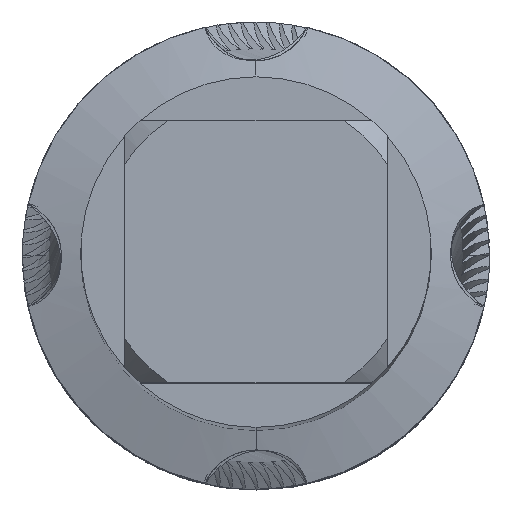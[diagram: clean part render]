
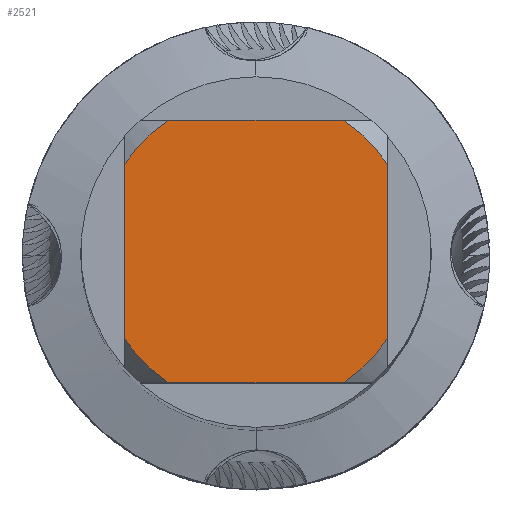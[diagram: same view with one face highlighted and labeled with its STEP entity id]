
A CAD part, top view. The second image highlights one B-rep face of the part: STEP entity #2521.
In plain terms, the highlighted planar face has unit normal (0, 0, 1).
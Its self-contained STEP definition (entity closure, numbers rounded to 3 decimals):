
#2521=ADVANCED_FACE('',(#7287),#7288,.T.);
#2571=EDGE_CURVE('',#3399,#2667,#7345,.T.);
#2661=EDGE_CURVE('',#4549,#6767,#7445,.T.);
#2667=VERTEX_POINT('',#7451);
#2787=EDGE_CURVE('',#6023,#2667,#7582,.T.);
#2979=EDGE_CURVE('',#3503,#6487,#7783,.T.);
#3399=VERTEX_POINT('',#8239);
#3503=VERTEX_POINT('',#8352);
#3945=EDGE_CURVE('',#3503,#7097,#8845,.T.);
#4403=EDGE_CURVE('',#6023,#6767,#9338,.T.);
#4549=VERTEX_POINT('',#9498);
#4921=EDGE_CURVE('',#4549,#6487,#9906,.T.);
#6023=VERTEX_POINT('',#11105);
#6487=VERTEX_POINT('',#11612);
#6767=VERTEX_POINT('',#11917);
#6933=EDGE_CURVE('',#3399,#7097,#12090,.T.);
#7097=VERTEX_POINT('',#12265);
#7287=FACE_OUTER_BOUND('',#12627,.T.);
#7288=PLANE('',#12628);
#7345=LINE('',#12741,#12742);
#7445=CIRCLE('',#12951,5.4);
#7451=CARTESIAN_POINT('',(4.5,2.985,0.0));
#7582=CIRCLE('',#13290,5.4);
#7783=CIRCLE('',#13799,5.4);
#8239=CARTESIAN_POINT('',(4.5,-2.985,0.0));
#8352=CARTESIAN_POINT('',(-2.985,-4.5,0.0));
#8845=LINE('',#16818,#16819);
#9338=LINE('',#18099,#18100);
#9498=CARTESIAN_POINT('',(-4.5,2.985,0.0));
#9906=LINE('',#19550,#19551);
#11105=CARTESIAN_POINT('',(2.985,4.5,0.0));
#11612=CARTESIAN_POINT('',(-4.5,-2.985,0.0));
#11917=CARTESIAN_POINT('',(-2.985,4.5,0.0));
#12090=CIRCLE('',#25530,5.4);
#12265=CARTESIAN_POINT('',(2.985,-4.5,0.0));
#12627=EDGE_LOOP('',(#26198,#26199,#26200,#26201,#26202,#26203,#26204,#26205));
#12628=AXIS2_PLACEMENT_3D('',#26206,#26207,#26208);
#12741=CARTESIAN_POINT('',(4.5,1.35,0.0));
#12742=VECTOR('',#26280,1.0);
#12951=AXIS2_PLACEMENT_3D('',#26389,#26390,#26391);
#13290=AXIS2_PLACEMENT_3D('',#26520,#26521,#26522);
#13799=AXIS2_PLACEMENT_3D('',#26667,#26668,#26669);
#16818=CARTESIAN_POINT('',(0.0,-4.5,0.0));
#16819=VECTOR('',#28166,1.0);
#18099=CARTESIAN_POINT('',(0.0,4.5,0.0));
#18100=VECTOR('',#28619,1.0);
#19550=CARTESIAN_POINT('',(-4.5,1.35,0.0));
#19551=VECTOR('',#29309,1.0);
#25530=AXIS2_PLACEMENT_3D('',#31438,#31439,#31440);
#26198=ORIENTED_EDGE('',*,*,#4921,.T.);
#26199=ORIENTED_EDGE('',*,*,#2979,.F.);
#26200=ORIENTED_EDGE('',*,*,#3945,.T.);
#26201=ORIENTED_EDGE('',*,*,#6933,.F.);
#26202=ORIENTED_EDGE('',*,*,#2571,.T.);
#26203=ORIENTED_EDGE('',*,*,#2787,.F.);
#26204=ORIENTED_EDGE('',*,*,#4403,.T.);
#26205=ORIENTED_EDGE('',*,*,#2661,.F.);
#26206=CARTESIAN_POINT('',(0.0,2.7,0.0));
#26207=DIRECTION('',(-0.0,0.0,1.0));
#26208=DIRECTION('',(0.0,-1.0,0.0));
#26280=DIRECTION('',(-0.0,1.0,0.0));
#26389=CARTESIAN_POINT('',(0.0,0.0,0.0));
#26390=DIRECTION('',(0.0,0.0,-1.0));
#26391=DIRECTION('',(0.0,1.0,0.0));
#26520=CARTESIAN_POINT('',(0.0,0.0,0.0));
#26521=DIRECTION('',(0.0,0.0,-1.0));
#26522=DIRECTION('',(0.0,1.0,0.0));
#26667=CARTESIAN_POINT('',(0.0,0.0,0.0));
#26668=DIRECTION('',(0.0,0.0,-1.0));
#26669=DIRECTION('',(0.0,1.0,0.0));
#28166=DIRECTION('',(1.0,0.0,0.0));
#28619=DIRECTION('',(-1.0,0.0,0.0));
#29309=DIRECTION('',(-0.0,-1.0,0.0));
#31438=CARTESIAN_POINT('',(0.0,0.0,0.0));
#31439=DIRECTION('',(0.0,0.0,-1.0));
#31440=DIRECTION('',(0.0,1.0,0.0));
